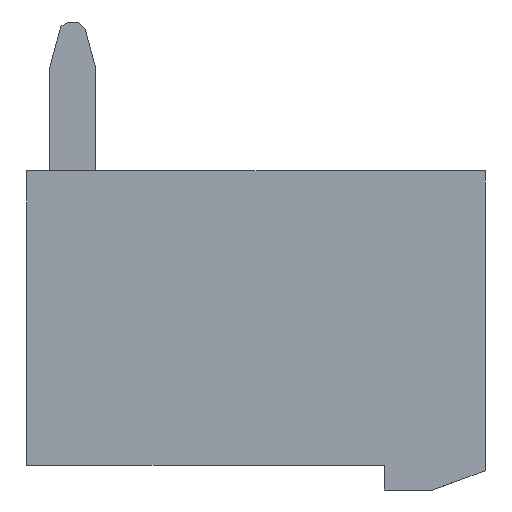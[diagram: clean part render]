
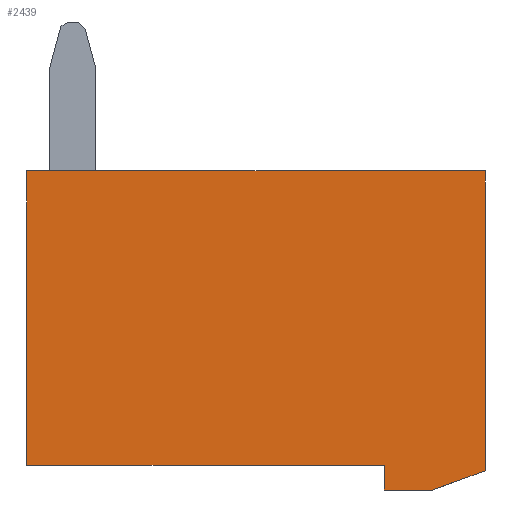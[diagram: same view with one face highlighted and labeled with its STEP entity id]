
A CAD part, front view. The second image highlights one B-rep face of the part: STEP entity #2439.
In plain terms, the highlighted planar face has unit normal (0, -1, 0).
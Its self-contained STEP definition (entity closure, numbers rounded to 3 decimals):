
#34 = ORIENTED_EDGE ( 'NONE', *, *, #4756, .F. ) ;
#56 = LINE ( 'NONE', #2710, #5937 ) ;
#93 = EDGE_CURVE ( 'NONE', #900, #3047, #56, .T. ) ;
#166 = CARTESIAN_POINT ( 'NONE',  ( 8.85, 0., -0.54 ) ) ;
#202 = CARTESIAN_POINT ( 'NONE',  ( 0., 0., 6.42 ) ) ;
#220 = CARTESIAN_POINT ( 'NONE',  ( 10., 0., 6.42 ) ) ;
#441 = VECTOR ( 'NONE', #914, 1000. ) ;
#454 = DIRECTION ( 'NONE',  ( 0., 0., -1. ) ) ;
#537 = FACE_OUTER_BOUND ( 'NONE', #2405, .T. ) ;
#830 = VECTOR ( 'NONE', #454, 1000. ) ;
#900 = VERTEX_POINT ( 'NONE', #5859 ) ;
#914 = DIRECTION ( 'NONE',  ( -1., 0., 0. ) ) ;
#1005 = ORIENTED_EDGE ( 'NONE', *, *, #5348, .F. ) ;
#1116 = EDGE_CURVE ( 'NONE', #5779, #4454, #1381, .T. ) ;
#1145 = VERTEX_POINT ( 'NONE', #2230 ) ;
#1331 = DIRECTION ( 'NONE',  ( 0., 0., 1. ) ) ;
#1381 = LINE ( 'NONE', #4134, #5040 ) ;
#1519 = VECTOR ( 'NONE', #1331, 1000. ) ;
#1797 = CARTESIAN_POINT ( 'NONE',  ( 0., 0., 0. ) ) ;
#1897 = DIRECTION ( 'NONE',  ( 0., 1., 0. ) ) ;
#1912 = DIRECTION ( 'NONE',  ( 0., 0., 1. ) ) ;
#1934 = EDGE_CURVE ( 'NONE', #3652, #5779, #2782, .T. ) ;
#1975 = CARTESIAN_POINT ( 'NONE',  ( 7.8, 0., 0. ) ) ;
#1981 = DIRECTION ( 'NONE',  ( 1., 0., 0. ) ) ;
#2230 = CARTESIAN_POINT ( 'NONE',  ( 7.8, 0., -0.54 ) ) ;
#2382 = LINE ( 'NONE', #5189, #441 ) ;
#2389 = ORIENTED_EDGE ( 'NONE', *, *, #1934, .F. ) ;
#2403 = PLANE ( 'NONE',  #5901 ) ;
#2405 = EDGE_LOOP ( 'NONE', ( #3222, #1005, #34, #5028, #6109, #3274, #2389 ) ) ;
#2439 = ADVANCED_FACE ( 'NONE', ( #537 ), #2403, .F. ) ;
#2444 = VECTOR ( 'NONE', #6032, 1000. ) ;
#2649 = CARTESIAN_POINT ( 'NONE',  ( 0., 0., 0. ) ) ;
#2685 = LINE ( 'NONE', #2649, #5079 ) ;
#2710 = CARTESIAN_POINT ( 'NONE',  ( 10., 0., -0.12 ) ) ;
#2782 = LINE ( 'NONE', #3399, #1519 ) ;
#3047 = VERTEX_POINT ( 'NONE', #166 ) ;
#3174 = CARTESIAN_POINT ( 'NONE',  ( 7.8, 0., 0. ) ) ;
#3194 = EDGE_CURVE ( 'NONE', #4454, #900, #5879, .T. ) ;
#3222 = ORIENTED_EDGE ( 'NONE', *, *, #4307, .F. ) ;
#3274 = ORIENTED_EDGE ( 'NONE', *, *, #1116, .F. ) ;
#3326 = VERTEX_POINT ( 'NONE', #1975 ) ;
#3399 = CARTESIAN_POINT ( 'NONE',  ( 0., 0., 0. ) ) ;
#3597 = DIRECTION ( 'NONE',  ( -1., 0., 0. ) ) ;
#3652 = VERTEX_POINT ( 'NONE', #1797 ) ;
#4134 = CARTESIAN_POINT ( 'NONE',  ( 0., 0., 6.42 ) ) ;
#4271 = CARTESIAN_POINT ( 'NONE',  ( 10., 0., 6.42 ) ) ;
#4307 = EDGE_CURVE ( 'NONE', #3326, #3652, #2685, .T. ) ;
#4454 = VERTEX_POINT ( 'NONE', #220 ) ;
#4568 = DIRECTION ( 'NONE',  ( -0.939, 0., -0.343 ) ) ;
#4756 = EDGE_CURVE ( 'NONE', #3047, #1145, #2382, .T. ) ;
#4983 = LINE ( 'NONE', #3174, #2444 ) ;
#5028 = ORIENTED_EDGE ( 'NONE', *, *, #93, .F. ) ;
#5040 = VECTOR ( 'NONE', #1981, 1000. ) ;
#5079 = VECTOR ( 'NONE', #3597, 1000. ) ;
#5189 = CARTESIAN_POINT ( 'NONE',  ( 7.8, 0., -0.54 ) ) ;
#5348 = EDGE_CURVE ( 'NONE', #1145, #3326, #4983, .T. ) ;
#5779 = VERTEX_POINT ( 'NONE', #202 ) ;
#5859 = CARTESIAN_POINT ( 'NONE',  ( 10., 0., -0.12 ) ) ;
#5879 = LINE ( 'NONE', #4271, #830 ) ;
#5886 = CARTESIAN_POINT ( 'NONE',  ( 0., 0., 0. ) ) ;
#5901 = AXIS2_PLACEMENT_3D ( 'NONE', #5886, #1897, #1912 ) ;
#5937 = VECTOR ( 'NONE', #4568, 1000. ) ;
#6032 = DIRECTION ( 'NONE',  ( 0., 0., 1. ) ) ;
#6109 = ORIENTED_EDGE ( 'NONE', *, *, #3194, .F. ) ;
